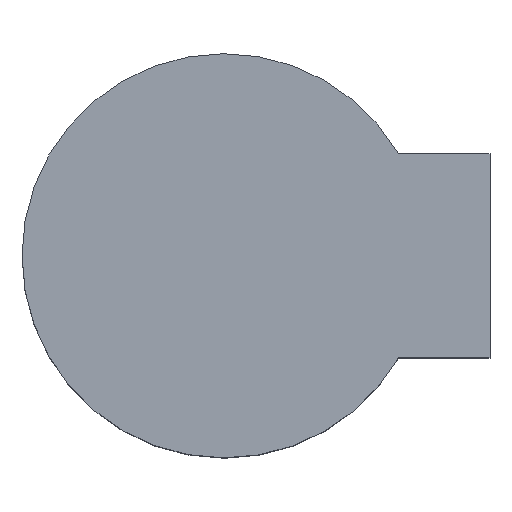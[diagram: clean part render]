
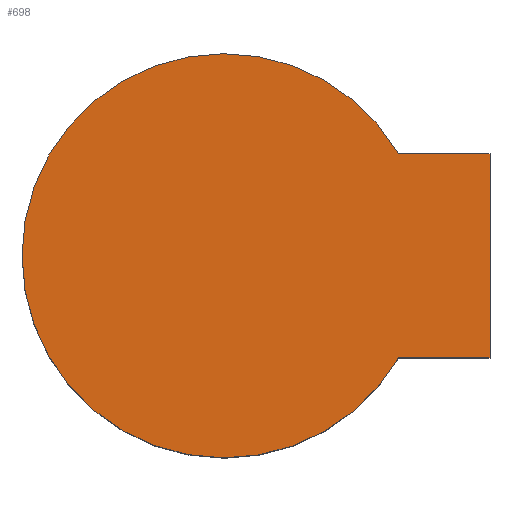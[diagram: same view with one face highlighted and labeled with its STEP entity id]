
A CAD part, top view. The second image highlights one B-rep face of the part: STEP entity #698.
In plain terms, the highlighted planar face has unit normal (0, 0, 1).
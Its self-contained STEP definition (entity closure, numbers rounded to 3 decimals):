
#50 = CARTESIAN_POINT ( 'NONE',  ( 6.25, 2.4, 5. ) ) ;
#63 = PLANE ( 'NONE',  #166 ) ;
#101 = AXIS2_PLACEMENT_3D ( 'NONE', #209, #516, #588 ) ;
#104 = CIRCLE ( 'NONE', #770, 4.75 ) ;
#110 = DIRECTION ( 'NONE',  ( 0., 0., 1. ) ) ;
#114 = VECTOR ( 'NONE', #376, 1000. ) ;
#166 = AXIS2_PLACEMENT_3D ( 'NONE', #558, #501, #680 ) ;
#183 = DIRECTION ( 'NONE',  ( 0., 1., 0. ) ) ;
#203 = VECTOR ( 'NONE', #452, 1000. ) ;
#209 = CARTESIAN_POINT ( 'NONE',  ( 0., 0., 5. ) ) ;
#225 = FACE_OUTER_BOUND ( 'NONE', #675, .T. ) ;
#238 = CARTESIAN_POINT ( 'NONE',  ( 0., 0., 5. ) ) ;
#259 = CARTESIAN_POINT ( 'NONE',  ( 6.25, -2.4, 5. ) ) ;
#268 = ORIENTED_EDGE ( 'NONE', *, *, #803, .T. ) ;
#296 = ORIENTED_EDGE ( 'NONE', *, *, #400, .T. ) ;
#314 = EDGE_CURVE ( 'NONE', #496, #438, #547, .T. ) ;
#361 = LINE ( 'NONE', #259, #203 ) ;
#365 = CARTESIAN_POINT ( 'NONE',  ( 6.25, 2.4, 5. ) ) ;
#376 = DIRECTION ( 'NONE',  ( -1., 0., 0. ) ) ;
#400 = EDGE_CURVE ( 'NONE', #438, #643, #104, .T. ) ;
#427 = ORIENTED_EDGE ( 'NONE', *, *, #314, .T. ) ;
#429 = CARTESIAN_POINT ( 'NONE',  ( 4.099, 2.4, 5. ) ) ;
#438 = VERTEX_POINT ( 'NONE', #605 ) ;
#452 = DIRECTION ( 'NONE',  ( 1., 0., 0. ) ) ;
#461 = ORIENTED_EDGE ( 'NONE', *, *, #654, .T. ) ;
#467 = VECTOR ( 'NONE', #183, 1000. ) ;
#496 = VERTEX_POINT ( 'NONE', #740 ) ;
#501 = DIRECTION ( 'NONE',  ( 0., 0., -1. ) ) ;
#516 = DIRECTION ( 'NONE',  ( 0., 0., 1. ) ) ;
#521 = LINE ( 'NONE', #365, #467 ) ;
#547 = CIRCLE ( 'NONE', #101, 4.75 ) ;
#558 = CARTESIAN_POINT ( 'NONE',  ( 0., 0., 5. ) ) ;
#588 = DIRECTION ( 'NONE',  ( -1., 0., 0. ) ) ;
#605 = CARTESIAN_POINT ( 'NONE',  ( -4.75, 0., 5. ) ) ;
#610 = CARTESIAN_POINT ( 'NONE',  ( 6.25, -2.4, 5. ) ) ;
#614 = DIRECTION ( 'NONE',  ( -1., 0., 0. ) ) ;
#643 = VERTEX_POINT ( 'NONE', #720 ) ;
#654 = EDGE_CURVE ( 'NONE', #687, #496, #700, .T. ) ;
#675 = EDGE_LOOP ( 'NONE', ( #427, #296, #268, #676, #461 ) ) ;
#676 = ORIENTED_EDGE ( 'NONE', *, *, #713, .T. ) ;
#680 = DIRECTION ( 'NONE',  ( -1., 0., 0. ) ) ;
#687 = VERTEX_POINT ( 'NONE', #50 ) ;
#698 = ADVANCED_FACE ( 'NONE', ( #225 ), #63, .F. ) ;
#700 = LINE ( 'NONE', #429, #114 ) ;
#713 = EDGE_CURVE ( 'NONE', #771, #687, #521, .T. ) ;
#720 = CARTESIAN_POINT ( 'NONE',  ( 4.099, -2.4, 5. ) ) ;
#740 = CARTESIAN_POINT ( 'NONE',  ( 4.099, 2.4, 5. ) ) ;
#770 = AXIS2_PLACEMENT_3D ( 'NONE', #238, #110, #614 ) ;
#771 = VERTEX_POINT ( 'NONE', #610 ) ;
#803 = EDGE_CURVE ( 'NONE', #643, #771, #361, .T. ) ;
